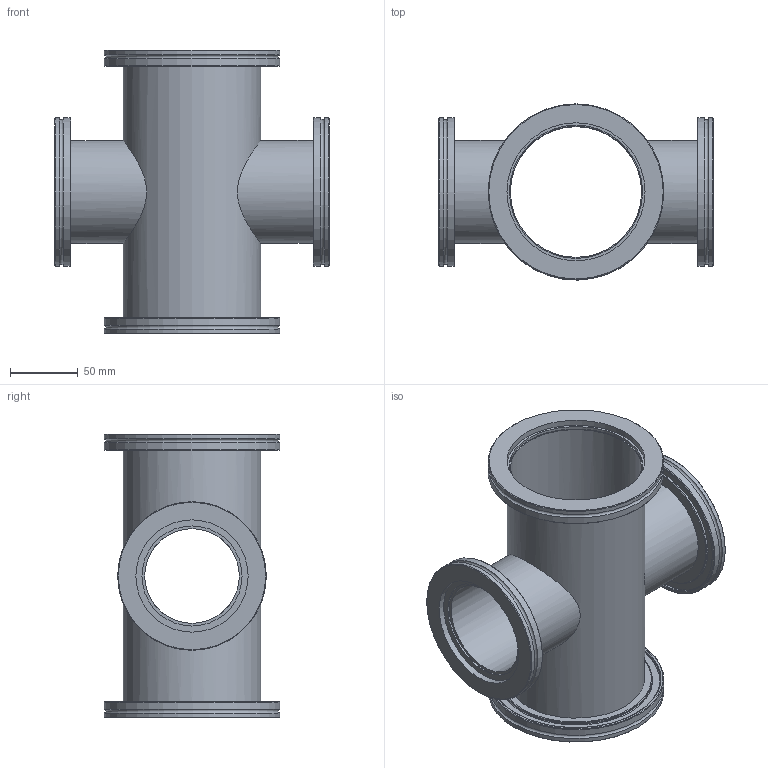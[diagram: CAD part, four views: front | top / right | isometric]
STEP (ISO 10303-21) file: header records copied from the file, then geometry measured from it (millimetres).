
FILE_DESCRIPTION(/* description */ (''),/* implementation_level */ '2;1');
FILE_NAME(/* name */ 'FL-R4X100-80LF.stp',/* time_stamp */ '2019-01-29T09:46:41+00:00',/* author */ ('paul'),/* organization */ (''),/* preprocessor_version */ 'ST-DEVELOPER v17.2',/* originating_system */ 'Autodesk Inventor 2019',/* authorisation */ '');
FILE_SCHEMA (('AUTOMOTIVE_DESIGN { 1 0 10303 214 3 1 1 }'));
Length unit declared in the file: millimetre
Products named in the file (5): FL-RT100-80LF; Main tube; FL-100LF-W; side tube; FL-80LF-W
Assembly tree (7 placements, depth 2):
  FL-RT100-80LF
    Main tube
    side tube  x2
    FL-100LF-W  x2
    FL-80LF-W  x2
Bounding box: 203.2 x 130 x 209.8 mm (x, y, z)
Volume: 410255.3 mm3; surface area: 240357.8 mm2
Topology: 7 solids, 7 shells, 90 faces, 227 edges, 165 vertices
Faces by surface type: cylinder 38, plane 28, torus 12, cone 12
Full cylindrical faces by diameter (mm): 70 x2, 74 x2, 76.2 x4, 76.4 x2, 83 x2, 93 x2, 97 x1, 98.55 x2, 101.5 x2, 101.6 x1, 102.1 x2, 105 x2, 110 x4, 112.5 x2, 125 x2, 130 x4
Entity records: 2151 total; most frequent: CARTESIAN_POINT 675, DIRECTION 308, ORIENTED_EDGE 248, AXIS2_PLACEMENT_3D 140, EDGE_CURVE 124, VERTEX_POINT 90, CIRCLE 80, EDGE_LOOP 66
